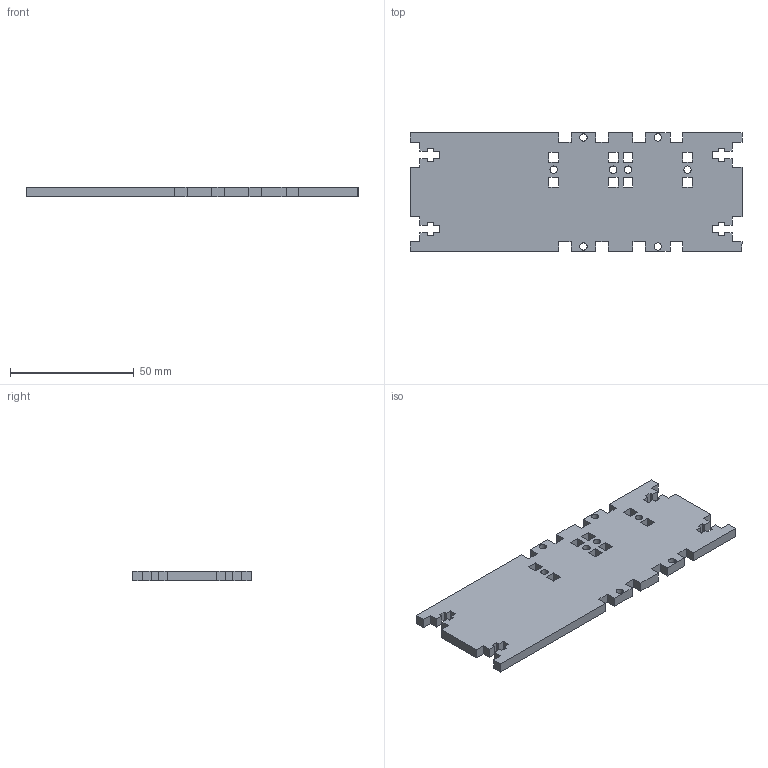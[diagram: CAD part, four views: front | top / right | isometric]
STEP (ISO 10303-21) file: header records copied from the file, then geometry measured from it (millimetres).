
FILE_DESCRIPTION (( 'STEP AP214' ), '1' );
FILE_NAME ('???????6.STEP', '2024-05-25T08:47:43', ( '' ), ( '' ), 'SwSTEP 2.0', 'SolidWorks 2022', '' );
FILE_SCHEMA (( 'AUTOMOTIVE_DESIGN' ));
Length unit declared in the file: millimetre
Products named in the file (1): ตัวกลาง6
Bounding box: 134 x 48 x 4 mm (x, y, z)
Volume: 23225.8 mm3; surface area: 14602.5 mm2
Topology: 1 solids, 1 shells, 150 faces, 444 edges, 296 vertices
Faces by surface type: plane 134, cylinder 16
Entity records: 5038 total; most frequent: CARTESIAN_POINT 891, ORIENTED_EDGE 888, DIRECTION 778, EDGE_CURVE 444, VECTOR 412, LINE 412, VERTEX_POINT 296, AXIS2_PLACEMENT_3D 183
